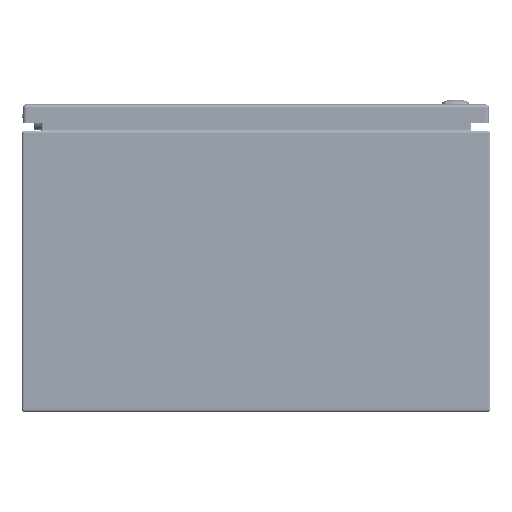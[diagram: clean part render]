
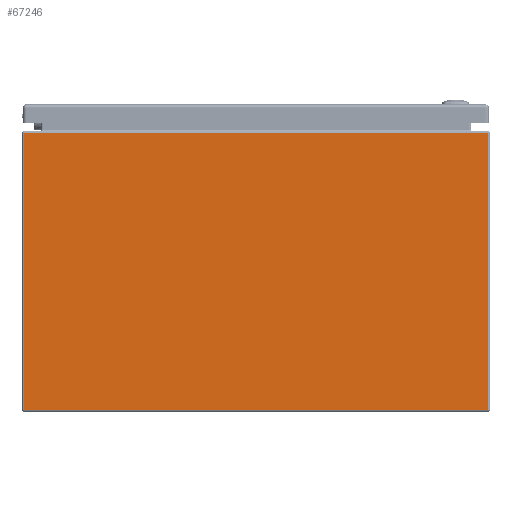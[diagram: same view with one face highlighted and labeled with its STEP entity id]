
A CAD part, front view. The second image highlights one B-rep face of the part: STEP entity #67246.
In plain terms, the highlighted planar face has unit normal (0, -1, 0).
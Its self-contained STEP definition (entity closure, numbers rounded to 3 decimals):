
#6822=LINE('',#94475,#10955);
#6828=LINE('',#94493,#10961);
#6831=LINE('',#94508,#10964);
#6858=LINE('',#94658,#10991);
#10955=VECTOR('',#78285,0.394);
#10961=VECTOR('',#78305,0.394);
#10964=VECTOR('',#78322,0.394);
#10991=VECTOR('',#78495,0.394);
#16195=FACE_OUTER_BOUND('',#20357,.T.);
#20357=EDGE_LOOP('',(#44818,#44819,#44820,#44821));
#27297=VERTEX_POINT('',#94466);
#27300=VERTEX_POINT('',#94473);
#27305=VERTEX_POINT('',#94492);
#27309=VERTEX_POINT('',#94501);
#33988=EDGE_CURVE('',#27300,#27297,#6822,.T.);
#33997=EDGE_CURVE('',#27297,#27305,#6828,.T.);
#34005=EDGE_CURVE('',#27305,#27309,#6831,.T.);
#34080=EDGE_CURVE('',#27309,#27300,#6858,.T.);
#44818=ORIENTED_EDGE('',*,*,#33988,.F.);
#44819=ORIENTED_EDGE('',*,*,#34080,.F.);
#44820=ORIENTED_EDGE('',*,*,#34005,.F.);
#44821=ORIENTED_EDGE('',*,*,#33997,.F.);
#65756=PLANE('',#72317);
#67246=ADVANCED_FACE('',(#16195),#65756,.F.);
#72317=AXIS2_PLACEMENT_3D('',#94657,#78493,#78494);
#78285=DIRECTION('',(0.,0.,1.));
#78305=DIRECTION('',(1.,0.,0.));
#78322=DIRECTION('',(0.,0.,-1.));
#78493=DIRECTION('center_axis',(0.,1.,0.));
#78494=DIRECTION('ref_axis',(0.,0.,1.));
#78495=DIRECTION('',(-1.,0.,0.));
#94466=CARTESIAN_POINT('',(-9.916,-12.,11.916));
#94473=CARTESIAN_POINT('',(-9.916,-12.,0.084));
#94475=CARTESIAN_POINT('',(-9.916,-12.,11.916));
#94492=CARTESIAN_POINT('',(9.916,-12.,11.916));
#94493=CARTESIAN_POINT('',(-9.078,-12.,11.916));
#94501=CARTESIAN_POINT('',(9.916,-12.,0.084));
#94508=CARTESIAN_POINT('',(9.916,-12.,11.916));
#94657=CARTESIAN_POINT('Origin',(9.078,-12.,11.916));
#94658=CARTESIAN_POINT('',(9.518,-12.,0.084));
